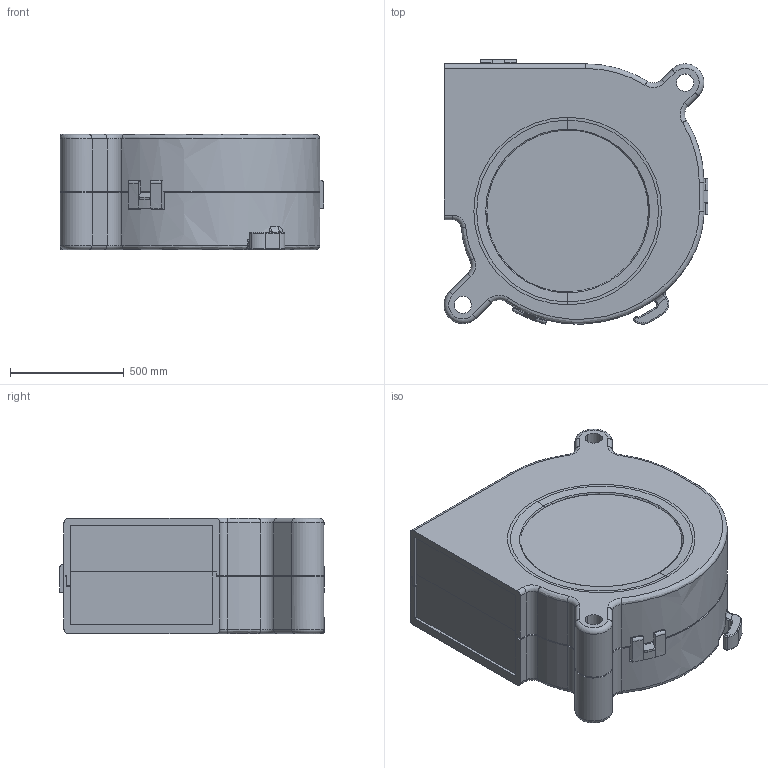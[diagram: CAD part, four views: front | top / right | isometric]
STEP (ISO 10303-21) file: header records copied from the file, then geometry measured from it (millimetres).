
FILE_DESCRIPTION((''),'2;1');
FILE_NAME('ASM0001_ASM','2017-03-24T',('yiliang.gong'),(''),'CREO PARAMETRIC BY PTC INC, 2015080','CREO PARAMETRIC BY PTC INC, 2015080','');
FILE_SCHEMA(('CONFIG_CONTROL_DESIGN'));
Length unit declared in the file: inch
Products named in the file (3): PRT0001; PRT0002; ASM0001_ASM
Assembly tree (2 placements, depth 2):
  ASM0001_ASM
    PRT0001
    PRT0002
Bounding box: 1160.78 x 1162.41 x 508 mm (x, y, z)
Volume: 540992086.3 mm3; surface area: 8012282.3 mm2
Topology: 2 solids, 2 shells, 393 faces, 1081 edges, 695 vertices
Faces by surface type: plane 152, cylinder 123, torus 67, bspline 35, cone 10, extrusion 6
Entity records: 14569 total; most frequent: CARTESIAN_POINT 4533, ORIENTED_EDGE 2162, DIRECTION 2062, EDGE_CURVE 1081, AXIS2_PLACEMENT_3D 770, VERTEX_POINT 695, VECTOR 522, LINE 516
